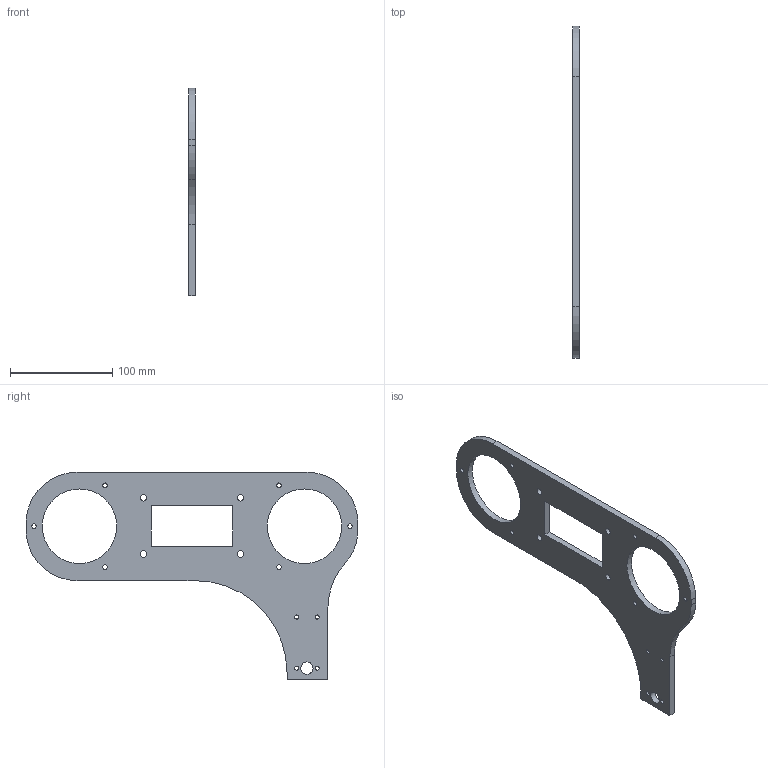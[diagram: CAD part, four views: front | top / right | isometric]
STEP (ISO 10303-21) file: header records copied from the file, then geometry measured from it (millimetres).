
FILE_DESCRIPTION(/* description */ (''),/* implementation_level */ '2;1');
FILE_NAME(/* name */ 'hole_plate1.step',/* time_stamp */ '2019-06-26T12:22:52-04:00',/* author */ (''),/* organization */ (''),/* preprocessor_version */ 'ST-DEVELOPER v18',/* originating_system */ 'Autodesk Translation Framework v8.2.0.1029',/* authorisation */ '');
FILE_SCHEMA (('AUTOMOTIVE_DESIGN { 1 0 10303 214 3 1 1 }'));
Length unit declared in the file: millimetre
Products named in the file (1): hole_plate1
Bounding box: 6.35 x 324.94 x 203.08 mm (x, y, z)
Volume: 165935.5 mm3; surface area: 64207.5 mm2
Topology: 1 solids, 1 shells, 36 faces, 102 edges, 68 vertices
Faces by surface type: cylinder 23, plane 13
Full cylindrical faces by diameter (mm): 4 x4, 4.5 x6, 6.3 x4, 12 x1, 73 x2
Entity records: 1304 total; most frequent: DIRECTION 222, CARTESIAN_POINT 207, ORIENTED_EDGE 204, EDGE_CURVE 102, AXIS2_PLACEMENT_3D 83, EDGE_LOOP 72, VERTEX_POINT 68, LINE 56
